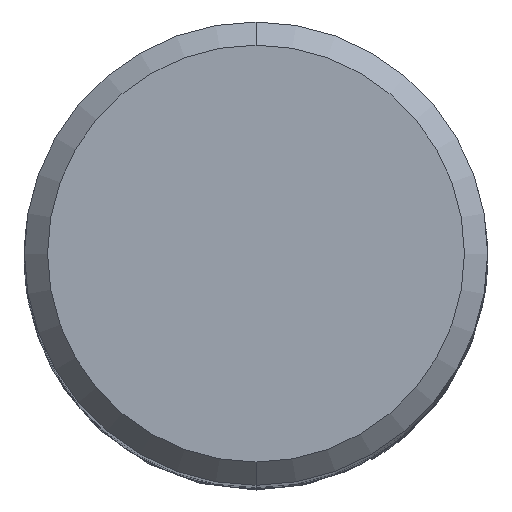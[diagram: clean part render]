
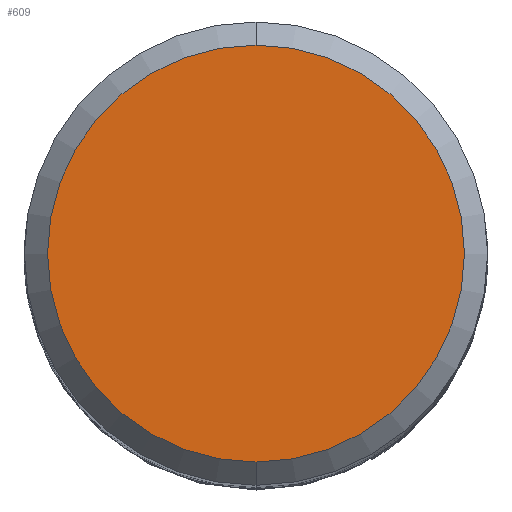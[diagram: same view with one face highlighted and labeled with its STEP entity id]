
A CAD part, top view. The second image highlights one B-rep face of the part: STEP entity #609.
In plain terms, the highlighted planar face has unit normal (0, 0, 1).
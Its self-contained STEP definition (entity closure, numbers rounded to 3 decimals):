
#609=ADVANCED_FACE('',(#1691),#1692,.T.);
#673=VERTEX_POINT('',#1761);
#837=VERTEX_POINT('',#1944);
#1067=EDGE_CURVE('',#673,#837,#2197,.T.);
#1309=EDGE_CURVE('',#837,#673,#2460,.T.);
#1691=FACE_OUTER_BOUND('',#3208,.T.);
#1692=PLANE('',#3209);
#1761=CARTESIAN_POINT('',(0.,-7.2,0.));
#1944=CARTESIAN_POINT('',(0.0,7.2,0.));
#2197=CIRCLE('',#6855,7.2);
#2460=CIRCLE('',#8371,7.2);
#3208=EDGE_LOOP('',(#11395,#11396));
#3209=AXIS2_PLACEMENT_3D('',#11397,#11398,#11399);
#6855=AXIS2_PLACEMENT_3D('',#12013,#12014,#12015);
#8371=AXIS2_PLACEMENT_3D('',#12290,#12291,#12292);
#11395=ORIENTED_EDGE('',*,*,#1309,.F.);
#11396=ORIENTED_EDGE('',*,*,#1067,.F.);
#11397=CARTESIAN_POINT('',(0.0,3.6,0.));
#11398=DIRECTION('',(-0.0,0.0,1.0));
#11399=DIRECTION('',(0.0,-1.0,0.0));
#12013=CARTESIAN_POINT('',(0.0,0.0,0.));
#12014=DIRECTION('',(0.0,0.0,-1.0));
#12015=DIRECTION('',(0.0,1.0,0.0));
#12290=CARTESIAN_POINT('',(0.0,0.0,0.));
#12291=DIRECTION('',(0.0,0.0,-1.0));
#12292=DIRECTION('',(0.0,1.0,0.0));
